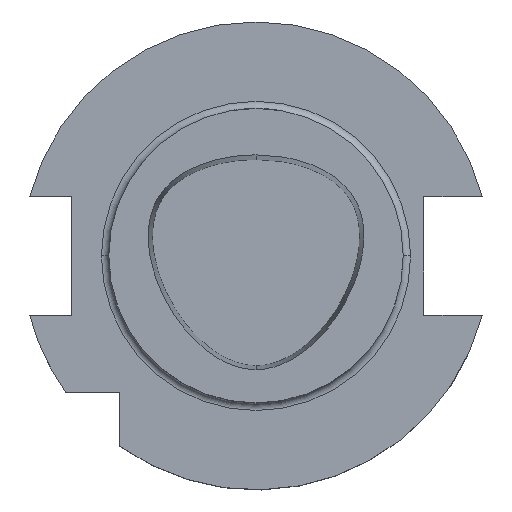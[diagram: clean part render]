
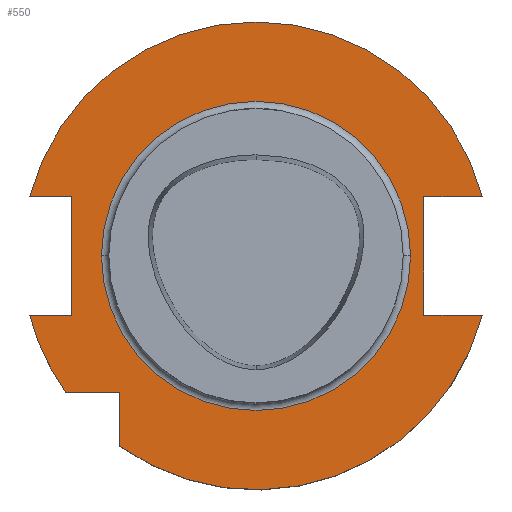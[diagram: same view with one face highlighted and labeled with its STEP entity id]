
A CAD part, top view. The second image highlights one B-rep face of the part: STEP entity #550.
In plain terms, the highlighted planar face has unit normal (0, 0, 1).
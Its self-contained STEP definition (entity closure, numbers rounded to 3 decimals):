
#2 = CARTESIAN_POINT ( 'NONE',  ( -25.834, -18.5, 19.1 ) ) ;
#3 = AXIS2_PLACEMENT_3D ( 'NONE', #37, #1610, #554 ) ;
#29 = CARTESIAN_POINT ( 'NONE',  ( 30.738, -8.05, 19.1 ) ) ;
#33 = VERTEX_POINT ( 'NONE', #497 ) ;
#37 = CARTESIAN_POINT ( 'NONE',  ( 0., 0., 19.1 ) ) ;
#56 = VERTEX_POINT ( 'NONE', #29 ) ;
#70 = VERTEX_POINT ( 'NONE', #210 ) ;
#76 = EDGE_CURVE ( 'NONE', #1642, #33, #1480, .T. ) ;
#101 = DIRECTION ( 'NONE',  ( 0., 0., -1. ) ) ;
#105 = VERTEX_POINT ( 'NONE', #704 ) ;
#110 = AXIS2_PLACEMENT_3D ( 'NONE', #917, #101, #1655 ) ;
#115 = DIRECTION ( 'NONE',  ( 0., 0., -1. ) ) ;
#116 = ORIENTED_EDGE ( 'NONE', *, *, #800, .T. ) ;
#137 = DIRECTION ( 'NONE',  ( -1., 0., 0. ) ) ;
#147 = DIRECTION ( 'NONE',  ( -1., 0., 0. ) ) ;
#152 = CIRCLE ( 'NONE', #3, 31.775 ) ;
#153 = DIRECTION ( 'NONE',  ( 0., 0., -1. ) ) ;
#158 = CIRCLE ( 'NONE', #450, 21. ) ;
#210 = CARTESIAN_POINT ( 'NONE',  ( -30.738, -8.05, 19.1 ) ) ;
#227 = LINE ( 'NONE', #814, #1881 ) ;
#246 = LINE ( 'NONE', #1102, #2256 ) ;
#265 = DIRECTION ( 'NONE',  ( -1., 0., 0. ) ) ;
#291 = FACE_OUTER_BOUND ( 'NONE', #1351, .T. ) ;
#306 = VECTOR ( 'NONE', #962, 1000. ) ;
#310 = VERTEX_POINT ( 'NONE', #927 ) ;
#326 = VERTEX_POINT ( 'NONE', #777 ) ;
#381 = CARTESIAN_POINT ( 'NONE',  ( -18.5, -18.5, 19.1 ) ) ;
#385 = CIRCLE ( 'NONE', #1660, 31.775 ) ;
#390 = LINE ( 'NONE', #803, #306 ) ;
#406 = AXIS2_PLACEMENT_3D ( 'NONE', #2178, #1675, #265 ) ;
#422 = VERTEX_POINT ( 'NONE', #381 ) ;
#440 = AXIS2_PLACEMENT_3D ( 'NONE', #453, #153, #147 ) ;
#446 = CIRCLE ( 'NONE', #440, 31.775 ) ;
#450 = AXIS2_PLACEMENT_3D ( 'NONE', #2201, #1499, #137 ) ;
#453 = CARTESIAN_POINT ( 'NONE',  ( 0., 0., 19.1 ) ) ;
#497 = CARTESIAN_POINT ( 'NONE',  ( -25., 8.05, 19.1 ) ) ;
#500 = ORIENTED_EDGE ( 'NONE', *, *, #76, .T. ) ;
#510 = VERTEX_POINT ( 'NONE', #1774 ) ;
#532 = VERTEX_POINT ( 'NONE', #1293 ) ;
#550 = ADVANCED_FACE ( 'NONE', ( #1093, #291 ), #2191, .F. ) ;
#554 = DIRECTION ( 'NONE',  ( -1., 0., 0. ) ) ;
#557 = VERTEX_POINT ( 'NONE', #1663 ) ;
#566 = CARTESIAN_POINT ( 'NONE',  ( 22.8, -8.05, 19.1 ) ) ;
#583 = ORIENTED_EDGE ( 'NONE', *, *, #1222, .F. ) ;
#592 = EDGE_CURVE ( 'NONE', #422, #557, #246, .T. ) ;
#609 = CARTESIAN_POINT ( 'NONE',  ( 0., 0., 19.1 ) ) ;
#646 = EDGE_CURVE ( 'NONE', #326, #105, #158, .T. ) ;
#680 = DIRECTION ( 'NONE',  ( 1., 0., 0. ) ) ;
#704 = CARTESIAN_POINT ( 'NONE',  ( -21., 0., 19.1 ) ) ;
#738 = DIRECTION ( 'NONE',  ( -1., 0., 0. ) ) ;
#777 = CARTESIAN_POINT ( 'NONE',  ( 21., 0., 19.1 ) ) ;
#779 = ORIENTED_EDGE ( 'NONE', *, *, #1628, .T. ) ;
#800 = EDGE_CURVE ( 'NONE', #33, #310, #1189, .T. ) ;
#803 = CARTESIAN_POINT ( 'NONE',  ( 22.8, 8.05, 19.1 ) ) ;
#814 = CARTESIAN_POINT ( 'NONE',  ( -41., -8.05, 19.1 ) ) ;
#844 = EDGE_LOOP ( 'NONE', ( #1405, #1493 ) ) ;
#852 = ORIENTED_EDGE ( 'NONE', *, *, #1512, .T. ) ;
#879 = LINE ( 'NONE', #566, #1231 ) ;
#917 = CARTESIAN_POINT ( 'NONE',  ( 0., 0., 19.1 ) ) ;
#923 = VERTEX_POINT ( 'NONE', #2 ) ;
#927 = CARTESIAN_POINT ( 'NONE',  ( -25., -8.05, 19.1 ) ) ;
#930 = VECTOR ( 'NONE', #1489, 1000. ) ;
#962 = DIRECTION ( 'NONE',  ( 1., 0., 0. ) ) ;
#974 = DIRECTION ( 'NONE',  ( -1., 0., 0. ) ) ;
#987 = DIRECTION ( 'NONE',  ( 0., 1., 0. ) ) ;
#990 = DIRECTION ( 'NONE',  ( 0., -1., 0. ) ) ;
#1063 = EDGE_CURVE ( 'NONE', #532, #510, #1564, .T. ) ;
#1093 = FACE_BOUND ( 'NONE', #844, .T. ) ;
#1102 = CARTESIAN_POINT ( 'NONE',  ( -18.5, -18.5, 19.1 ) ) ;
#1106 = ORIENTED_EDGE ( 'NONE', *, *, #1810, .T. ) ;
#1175 = ORIENTED_EDGE ( 'NONE', *, *, #1416, .F. ) ;
#1189 = LINE ( 'NONE', #1530, #1597 ) ;
#1222 = EDGE_CURVE ( 'NONE', #56, #557, #152, .T. ) ;
#1231 = VECTOR ( 'NONE', #738, 1000. ) ;
#1270 = DIRECTION ( 'NONE',  ( 0., -1., 0. ) ) ;
#1293 = CARTESIAN_POINT ( 'NONE',  ( 22.8, -8.05, 19.1 ) ) ;
#1307 = CARTESIAN_POINT ( 'NONE',  ( -28.5, -18.5, 19.1 ) ) ;
#1351 = EDGE_LOOP ( 'NONE', ( #1402, #583, #779, #2071, #1106, #1175, #500, #116, #852, #2259, #1661 ) ) ;
#1393 = CARTESIAN_POINT ( 'NONE',  ( -41., 8.05, 19.1 ) ) ;
#1402 = ORIENTED_EDGE ( 'NONE', *, *, #592, .T. ) ;
#1405 = ORIENTED_EDGE ( 'NONE', *, *, #1714, .T. ) ;
#1416 = EDGE_CURVE ( 'NONE', #1642, #1975, #446, .T. ) ;
#1426 = EDGE_CURVE ( 'NONE', #923, #422, #1997, .T. ) ;
#1480 = LINE ( 'NONE', #1393, #2128 ) ;
#1489 = DIRECTION ( 'NONE',  ( 1., 0., 0. ) ) ;
#1493 = ORIENTED_EDGE ( 'NONE', *, *, #646, .T. ) ;
#1499 = DIRECTION ( 'NONE',  ( 0., 0., -1. ) ) ;
#1512 = EDGE_CURVE ( 'NONE', #310, #70, #227, .T. ) ;
#1530 = CARTESIAN_POINT ( 'NONE',  ( -25., 8.05, 19.1 ) ) ;
#1564 = LINE ( 'NONE', #2068, #1865 ) ;
#1597 = VECTOR ( 'NONE', #990, 1000. ) ;
#1610 = DIRECTION ( 'NONE',  ( 0., 0., -1. ) ) ;
#1628 = EDGE_CURVE ( 'NONE', #56, #532, #879, .T. ) ;
#1632 = CARTESIAN_POINT ( 'NONE',  ( -30.738, 8.05, 19.1 ) ) ;
#1642 = VERTEX_POINT ( 'NONE', #1632 ) ;
#1655 = DIRECTION ( 'NONE',  ( -1., 0., 0. ) ) ;
#1660 = AXIS2_PLACEMENT_3D ( 'NONE', #609, #115, #1689 ) ;
#1661 = ORIENTED_EDGE ( 'NONE', *, *, #1426, .T. ) ;
#1663 = CARTESIAN_POINT ( 'NONE',  ( -18.5, -25.834, 19.1 ) ) ;
#1675 = DIRECTION ( 'NONE',  ( 0., 0., -1. ) ) ;
#1689 = DIRECTION ( 'NONE',  ( -1., 0., 0. ) ) ;
#1714 = EDGE_CURVE ( 'NONE', #105, #326, #1773, .T. ) ;
#1731 = CARTESIAN_POINT ( 'NONE',  ( 30.738, 8.05, 19.1 ) ) ;
#1773 = CIRCLE ( 'NONE', #406, 21. ) ;
#1774 = CARTESIAN_POINT ( 'NONE',  ( 22.8, 8.05, 19.1 ) ) ;
#1810 = EDGE_CURVE ( 'NONE', #510, #1975, #390, .T. ) ;
#1865 = VECTOR ( 'NONE', #987, 1000. ) ;
#1881 = VECTOR ( 'NONE', #974, 1000. ) ;
#1975 = VERTEX_POINT ( 'NONE', #1731 ) ;
#1997 = LINE ( 'NONE', #1307, #930 ) ;
#2068 = CARTESIAN_POINT ( 'NONE',  ( 22.8, 8.05, 19.1 ) ) ;
#2071 = ORIENTED_EDGE ( 'NONE', *, *, #1063, .T. ) ;
#2128 = VECTOR ( 'NONE', #680, 1000. ) ;
#2178 = CARTESIAN_POINT ( 'NONE',  ( 0., 0., 19.1 ) ) ;
#2191 = PLANE ( 'NONE',  #110 ) ;
#2201 = CARTESIAN_POINT ( 'NONE',  ( 0., 0., 19.1 ) ) ;
#2256 = VECTOR ( 'NONE', #1270, 1000. ) ;
#2259 = ORIENTED_EDGE ( 'NONE', *, *, #2273, .F. ) ;
#2273 = EDGE_CURVE ( 'NONE', #923, #70, #385, .T. ) ;
